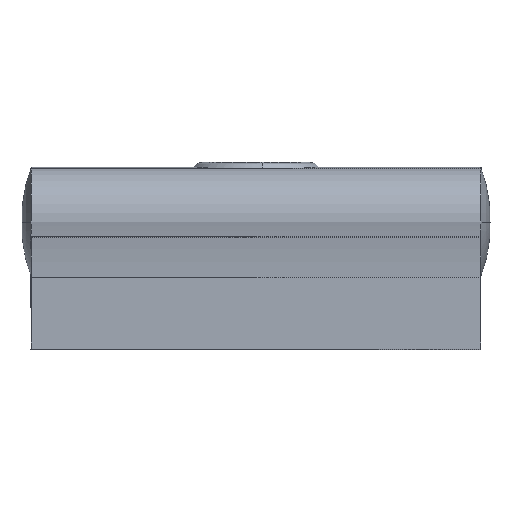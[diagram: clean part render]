
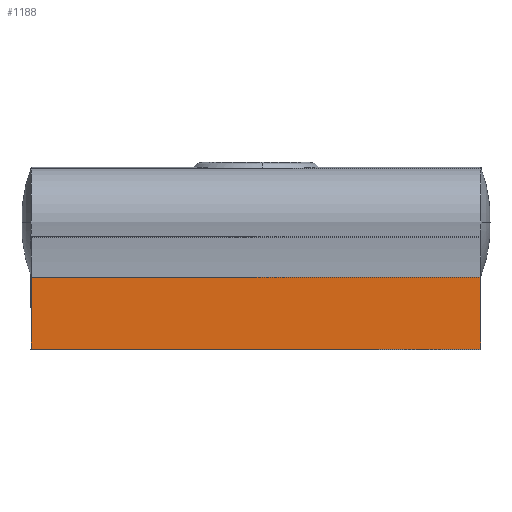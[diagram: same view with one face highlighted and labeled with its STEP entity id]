
A CAD part, top view. The second image highlights one B-rep face of the part: STEP entity #1188.
In plain terms, the highlighted planar face has unit normal (0, 0, 1).
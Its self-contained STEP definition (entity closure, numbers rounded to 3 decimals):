
#9 = ORIENTED_EDGE ( 'NONE', *, *, #2905, .F. ) ;
#577 = CARTESIAN_POINT ( 'NONE',  ( 37.5, -9.257, 52. ) ) ;
#620 = VECTOR ( 'NONE', #2173, 1000. ) ;
#659 = VERTEX_POINT ( 'NONE', #3123 ) ;
#735 = VECTOR ( 'NONE', #3275, 1000. ) ;
#867 = EDGE_CURVE ( 'NONE', #659, #3326, #1580, .T. ) ;
#946 = CARTESIAN_POINT ( 'NONE',  ( -37.5, -21.257, 52. ) ) ;
#962 = CARTESIAN_POINT ( 'NONE',  ( 37.5, -21.257, 52. ) ) ;
#1060 = DIRECTION ( 'NONE',  ( 0., -1., 0. ) ) ;
#1127 = CARTESIAN_POINT ( 'NONE',  ( 37.5, -21.257, 52. ) ) ;
#1128 = CARTESIAN_POINT ( 'NONE',  ( 49., -9.257, 52. ) ) ;
#1140 = ORIENTED_EDGE ( 'NONE', *, *, #867, .T. ) ;
#1188 = ADVANCED_FACE ( 'NONE', ( #2779 ), #1807, .F. ) ;
#1245 = ORIENTED_EDGE ( 'NONE', *, *, #1936, .T. ) ;
#1270 = CARTESIAN_POINT ( 'NONE',  ( -37.5, -21.257, 52. ) ) ;
#1286 = VECTOR ( 'NONE', #1060, 1000. ) ;
#1472 = LINE ( 'NONE', #1127, #735 ) ;
#1580 = LINE ( 'NONE', #1270, #1286 ) ;
#1682 = EDGE_CURVE ( 'NONE', #1891, #2341, #2510, .T. ) ;
#1758 = DIRECTION ( 'NONE',  ( 0., 0., -1. ) ) ;
#1807 = PLANE ( 'NONE',  #3343 ) ;
#1891 = VERTEX_POINT ( 'NONE', #577 ) ;
#1936 = EDGE_CURVE ( 'NONE', #1891, #659, #2438, .T. ) ;
#2007 = DIRECTION ( 'NONE',  ( 0., -1., 0. ) ) ;
#2022 = CARTESIAN_POINT ( 'NONE',  ( 37.5, -21.257, 52. ) ) ;
#2173 = DIRECTION ( 'NONE',  ( -1., 0., 0. ) ) ;
#2327 = DIRECTION ( 'NONE',  ( -1., 0., 0. ) ) ;
#2341 = VERTEX_POINT ( 'NONE', #2938 ) ;
#2379 = VECTOR ( 'NONE', #2007, 1000. ) ;
#2438 = LINE ( 'NONE', #1128, #620 ) ;
#2510 = LINE ( 'NONE', #2022, #2379 ) ;
#2724 = ORIENTED_EDGE ( 'NONE', *, *, #1682, .F. ) ;
#2779 = FACE_OUTER_BOUND ( 'NONE', #2908, .T. ) ;
#2905 = EDGE_CURVE ( 'NONE', #2341, #3326, #1472, .T. ) ;
#2908 = EDGE_LOOP ( 'NONE', ( #1245, #1140, #9, #2724 ) ) ;
#2938 = CARTESIAN_POINT ( 'NONE',  ( 37.5, -21.257, 52. ) ) ;
#3123 = CARTESIAN_POINT ( 'NONE',  ( -37.5, -9.257, 52. ) ) ;
#3275 = DIRECTION ( 'NONE',  ( -1., 0., 0. ) ) ;
#3326 = VERTEX_POINT ( 'NONE', #946 ) ;
#3343 = AXIS2_PLACEMENT_3D ( 'NONE', #962, #1758, #2327 ) ;
